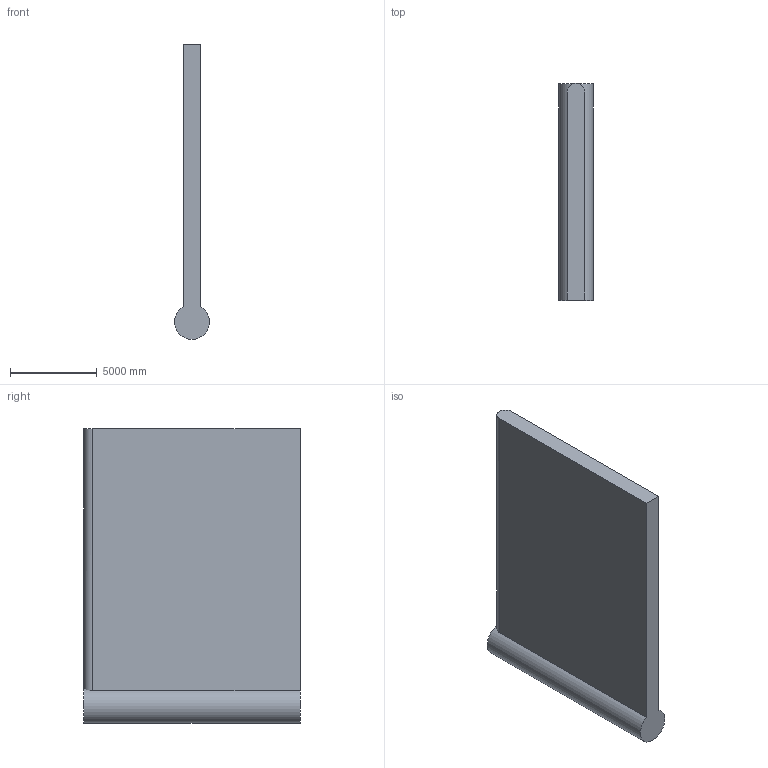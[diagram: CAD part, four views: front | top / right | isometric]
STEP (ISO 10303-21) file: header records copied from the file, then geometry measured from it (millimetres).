
FILE_DESCRIPTION (( 'STEP AP203' ), '1' );
FILE_NAME ('WAMIT_FlapSingle.step', '2013-12-20T19:47:47', ( '' ), ( '' ), 'SwSTEP 2.0', 'SolidWorks 2013', '' );
FILE_SCHEMA (( 'CONFIG_CONTROL_DESIGN' ));
Length unit declared in the file: metre
Products named in the file (1): WAMIT_FlapSingle
Bounding box: 2000 x 12500 x 17000 mm (x, y, z)
Volume: 225693739695 mm3; surface area: 486167083.7 mm2
Topology: 1 solids, 1 shells, 8 faces, 17 edges, 11 vertices
Faces by surface type: plane 5, cylinder 3
Entity records: 409 total; most frequent: CARTESIAN_POINT 155, DIRECTION 38, ORIENTED_EDGE 34, EDGE_CURVE 17, AXIS2_PLACEMENT_3D 14, VERTEX_POINT 11, LINE 10, VECTOR 10
